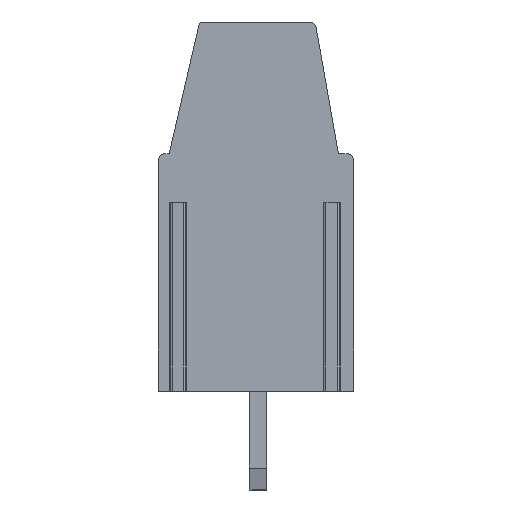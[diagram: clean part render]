
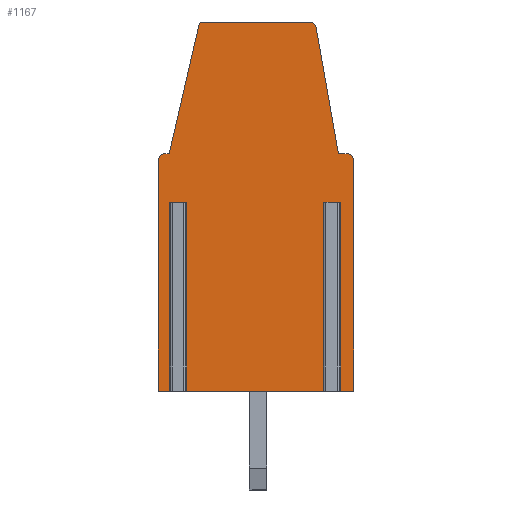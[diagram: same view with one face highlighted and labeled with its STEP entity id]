
A CAD part, left-side view. The second image highlights one B-rep face of the part: STEP entity #1167.
In plain terms, the highlighted planar face has unit normal (-1, 0, 0).
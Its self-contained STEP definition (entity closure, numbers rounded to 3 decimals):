
#1167 = ADVANCED_FACE( '', ( #2466 ), #2467, .T. );
#2466 = FACE_OUTER_BOUND( '', #3823, .T. );
#2467 = PLANE( '', #3824 );
#3823 = EDGE_LOOP( '', ( #7158, #7159, #7160, #7161, #7162, #7163, #7164, #7165, #7166, #7167, #7168, #7169, #7170, #7171, #7172, #7173, #7174, #7175, #7176, #7177 ) );
#3824 = AXIS2_PLACEMENT_3D( '', #7178, #7179, #7180 );
#7158 = ORIENTED_EDGE( '', *, *, #9027, .F. );
#7159 = ORIENTED_EDGE( '', *, *, #8462, .T. );
#7160 = ORIENTED_EDGE( '', *, *, #8630, .T. );
#7161 = ORIENTED_EDGE( '', *, *, #7942, .T. );
#7162 = ORIENTED_EDGE( '', *, *, #9028, .T. );
#7163 = ORIENTED_EDGE( '', *, *, #8691, .T. );
#7164 = ORIENTED_EDGE( '', *, *, #8347, .F. );
#7165 = ORIENTED_EDGE( '', *, *, #7934, .T. );
#7166 = ORIENTED_EDGE( '', *, *, #7861, .F. );
#7167 = ORIENTED_EDGE( '', *, *, #9029, .T. );
#7168 = ORIENTED_EDGE( '', *, *, #8437, .T. );
#7169 = ORIENTED_EDGE( '', *, *, #8889, .T. );
#7170 = ORIENTED_EDGE( '', *, *, #9030, .T. );
#7171 = ORIENTED_EDGE( '', *, *, #9031, .T. );
#7172 = ORIENTED_EDGE( '', *, *, #9004, .T. );
#7173 = ORIENTED_EDGE( '', *, *, #8300, .T. );
#7174 = ORIENTED_EDGE( '', *, *, #7873, .T. );
#7175 = ORIENTED_EDGE( '', *, *, #9032, .T. );
#7176 = ORIENTED_EDGE( '', *, *, #8152, .T. );
#7177 = ORIENTED_EDGE( '', *, *, #7916, .T. );
#7178 = CARTESIAN_POINT( '', ( 174.737, 159.598, 0. ) );
#7179 = DIRECTION( '', ( -1., 0., 0. ) );
#7180 = DIRECTION( '', ( 0., -1., 0. ) );
#7861 = EDGE_CURVE( '', #9419, #9421, #9422, .T. );
#7873 = EDGE_CURVE( '', #9442, #9440, #9443, .T. );
#7916 = EDGE_CURVE( '', #9515, #9516, #9517, .T. );
#7934 = EDGE_CURVE( '', #9550, #9421, #9551, .T. );
#7942 = EDGE_CURVE( '', #9566, #9564, #9567, .T. );
#8152 = EDGE_CURVE( '', #9927, #9515, #9928, .T. );
#8300 = EDGE_CURVE( '', #10173, #9442, #10174, .T. );
#8347 = EDGE_CURVE( '', #9550, #10243, #10244, .T. );
#8437 = EDGE_CURVE( '', #10376, #10374, #10377, .T. );
#8462 = EDGE_CURVE( '', #10416, #10413, #10417, .T. );
#8630 = EDGE_CURVE( '', #10413, #9566, #10660, .F. );
#8691 = EDGE_CURVE( '', #10739, #10243, #10740, .T. );
#8889 = EDGE_CURVE( '', #10374, #10971, #10973, .T. );
#9004 = EDGE_CURVE( '', #11109, #10173, #11110, .T. );
#9027 = EDGE_CURVE( '', #10416, #9516, #11138, .F. );
#9028 = EDGE_CURVE( '', #9564, #10739, #11139, .T. );
#9029 = EDGE_CURVE( '', #9419, #10376, #11140, .T. );
#9030 = EDGE_CURVE( '', #10971, #11141, #11142, .T. );
#9031 = EDGE_CURVE( '', #11141, #11109, #11143, .T. );
#9032 = EDGE_CURVE( '', #9440, #9927, #11144, .T. );
#9419 = VERTEX_POINT( '', #11654 );
#9421 = VERTEX_POINT( '', #11657 );
#9422 = LINE( '', #11658, #11659 );
#9440 = VERTEX_POINT( '', #11685 );
#9442 = VERTEX_POINT( '', #11688 );
#9443 = LINE( '', #11689, #11690 );
#9515 = VERTEX_POINT( '', #11789 );
#9516 = VERTEX_POINT( '', #11790 );
#9517 = LINE( '', #11791, #11792 );
#9550 = VERTEX_POINT( '', #11834 );
#9551 = LINE( '', #11835, #11836 );
#9564 = VERTEX_POINT( '', #11852 );
#9566 = VERTEX_POINT( '', #11854 );
#9567 = LINE( '', #11855, #11856 );
#9927 = VERTEX_POINT( '', #12369 );
#9928 = LINE( '', #12370, #12371 );
#10173 = VERTEX_POINT( '', #12720 );
#10174 = LINE( '', #12721, #12722 );
#10243 = VERTEX_POINT( '', #12814 );
#10244 = LINE( '', #12815, #12816 );
#10374 = VERTEX_POINT( '', #12995 );
#10376 = VERTEX_POINT( '', #12998 );
#10377 = LINE( '', #12999, #13000 );
#10413 = VERTEX_POINT( '', #13045 );
#10416 = VERTEX_POINT( '', #13048 );
#10417 = LINE( '', #13049, #13050 );
#10660 = LINE( '', #13393, #13394 );
#10739 = VERTEX_POINT( '', #13507 );
#10740 = LINE( '', #13508, #13509 );
#10971 = VERTEX_POINT( '', #13828 );
#10973 = LINE( '', #13831, #13832 );
#11109 = VERTEX_POINT( '', #14015 );
#11110 = CIRCLE( '', #14016, 0.2 );
#11138 = LINE( '', #14066, #14067 );
#11139 = LINE( '', #14068, #14069 );
#11140 = CIRCLE( '', #14070, 0.3 );
#11141 = VERTEX_POINT( '', #14071 );
#11142 = CIRCLE( '', #14072, 0.3 );
#11143 = LINE( '', #14073, #14074 );
#11144 = CIRCLE( '', #14075, 0.3 );
#11654 = CARTESIAN_POINT( '', ( 174.737, 152.148, 10.5 ) );
#11657 = CARTESIAN_POINT( '', ( 174.737, 152.148, 0. ) );
#11658 = CARTESIAN_POINT( '', ( 174.737, 152.148, 5.1 ) );
#11659 = VECTOR( '', #14350, 1000. );
#11685 = CARTESIAN_POINT( '', ( 174.737, 160.748, 10.8 ) );
#11688 = CARTESIAN_POINT( '', ( 174.737, 160.548, 10.8 ) );
#11689 = CARTESIAN_POINT( '', ( 174.737, 160.748, 10.8 ) );
#11690 = VECTOR( '', #14360, 1000. );
#11789 = CARTESIAN_POINT( '', ( 174.737, 161.048, 0. ) );
#11790 = CARTESIAN_POINT( '', ( 174.737, 160.478, 0. ) );
#11791 = CARTESIAN_POINT( '', ( 174.737, 152.133, 0. ) );
#11792 = VECTOR( '', #14403, 1000. );
#11834 = CARTESIAN_POINT( '', ( 174.737, 152.818, 0. ) );
#11835 = CARTESIAN_POINT( '', ( 174.737, 152.133, 0. ) );
#11836 = VECTOR( '', #14437, 1000. );
#11852 = CARTESIAN_POINT( '', ( 174.737, 153.478, 0. ) );
#11854 = CARTESIAN_POINT( '', ( 174.737, 159.818, 0. ) );
#11855 = CARTESIAN_POINT( '', ( 174.737, 152.133, 0. ) );
#11856 = VECTOR( '', #14453, 1000. );
#12369 = CARTESIAN_POINT( '', ( 174.737, 161.048, 10.5 ) );
#12370 = CARTESIAN_POINT( '', ( 174.737, 161.048, 0. ) );
#12371 = VECTOR( '', #14677, 1000. );
#12720 = CARTESIAN_POINT( '', ( 174.737, 159.199, 16.645 ) );
#12721 = CARTESIAN_POINT( '', ( 174.737, 160.548, 10.8 ) );
#12722 = VECTOR( '', #14833, 1000. );
#12814 = CARTESIAN_POINT( '', ( 174.737, 152.818, 8.6 ) );
#12815 = CARTESIAN_POINT( '', ( 174.737, 152.818, 0. ) );
#12816 = VECTOR( '', #14886, 1000. );
#12995 = CARTESIAN_POINT( '', ( 174.737, 152.848, 10.8 ) );
#12998 = CARTESIAN_POINT( '', ( 174.737, 152.448, 10.8 ) );
#12999 = CARTESIAN_POINT( '', ( 174.737, 152.848, 10.8 ) );
#13000 = VECTOR( '', #14985, 1000. );
#13045 = CARTESIAN_POINT( '', ( 174.737, 159.818, 8.6 ) );
#13048 = CARTESIAN_POINT( '', ( 174.737, 160.478, 8.6 ) );
#13049 = CARTESIAN_POINT( '', ( 174.737, 159.818, 8.6 ) );
#13050 = VECTOR( '', #15025, 1000. );
#13393 = CARTESIAN_POINT( '', ( 174.737, 159.818, 0. ) );
#13394 = VECTOR( '', #15187, 1000. );
#13507 = CARTESIAN_POINT( '', ( 174.737, 153.478, 8.6 ) );
#13508 = CARTESIAN_POINT( '', ( 174.737, 152.818, 8.6 ) );
#13509 = VECTOR( '', #15237, 1000. );
#13828 = CARTESIAN_POINT( '', ( 174.737, 153.863, 16.552 ) );
#13831 = CARTESIAN_POINT( '', ( 174.737, 153.863, 16.552 ) );
#13832 = VECTOR( '', #15388, 1000. );
#14015 = CARTESIAN_POINT( '', ( 174.737, 159.004, 16.8 ) );
#14016 = AXIS2_PLACEMENT_3D( '', #15466, #15467, #15468 );
#14066 = CARTESIAN_POINT( '', ( 174.737, 160.478, 0. ) );
#14067 = VECTOR( '', #15485, 1000. );
#14068 = CARTESIAN_POINT( '', ( 174.737, 153.478, 0. ) );
#14069 = VECTOR( '', #15486, 1000. );
#14070 = AXIS2_PLACEMENT_3D( '', #15487, #15488, #15489 );
#14071 = CARTESIAN_POINT( '', ( 174.737, 154.158, 16.8 ) );
#14072 = AXIS2_PLACEMENT_3D( '', #15490, #15491, #15492 );
#14073 = CARTESIAN_POINT( '', ( 174.737, 159.004, 16.8 ) );
#14074 = VECTOR( '', #15493, 1000. );
#14075 = AXIS2_PLACEMENT_3D( '', #15494, #15495, #15496 );
#14350 = DIRECTION( '', ( 0., 0., -1. ) );
#14360 = DIRECTION( '', ( 0., 1., 0. ) );
#14403 = DIRECTION( '', ( 0., -1., 0. ) );
#14437 = DIRECTION( '', ( 0., -1., 0. ) );
#14453 = DIRECTION( '', ( 0., -1., 0. ) );
#14677 = DIRECTION( '', ( 0., 0., -1. ) );
#14833 = DIRECTION( '', ( 0., 0.225, -0.974 ) );
#14886 = DIRECTION( '', ( 0., 0., 1. ) );
#14985 = DIRECTION( '', ( 0., 1., 0. ) );
#15025 = DIRECTION( '', ( 0., -1., 0. ) );
#15187 = DIRECTION( '', ( 0., 0., 1. ) );
#15237 = DIRECTION( '', ( 0., -1., 0. ) );
#15388 = DIRECTION( '', ( 0., 0.174, 0.985 ) );
#15466 = CARTESIAN_POINT( '', ( 174.737, 159.004, 16.6 ) );
#15467 = DIRECTION( '', ( -1., 0., 0. ) );
#15468 = DIRECTION( '', ( 0., 0., 1. ) );
#15485 = DIRECTION( '', ( 0., 0., 1. ) );
#15486 = DIRECTION( '', ( 0., 0., 1. ) );
#15487 = CARTESIAN_POINT( '', ( 174.737, 152.448, 10.5 ) );
#15488 = DIRECTION( '', ( -1., 0., 0. ) );
#15489 = DIRECTION( '', ( 0., 0., 1. ) );
#15490 = CARTESIAN_POINT( '', ( 174.737, 154.158, 16.5 ) );
#15491 = DIRECTION( '', ( -1., 0., 0. ) );
#15492 = DIRECTION( '', ( 0., 0., 1. ) );
#15493 = DIRECTION( '', ( 0., 1., 0. ) );
#15494 = CARTESIAN_POINT( '', ( 174.737, 160.748, 10.5 ) );
#15495 = DIRECTION( '', ( -1., 0., 0. ) );
#15496 = DIRECTION( '', ( 0., 0., 1. ) );
